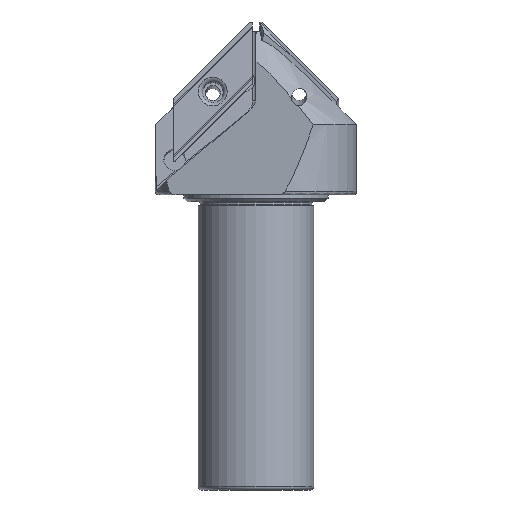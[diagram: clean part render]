
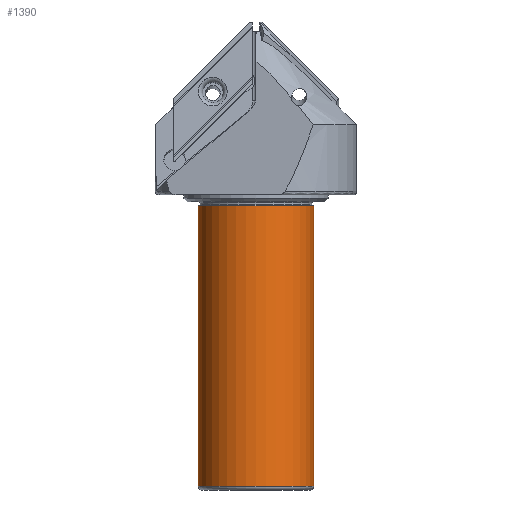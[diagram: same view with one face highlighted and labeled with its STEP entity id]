
A CAD part, front view. The second image highlights one B-rep face of the part: STEP entity #1390.
In plain terms, the highlighted cylindrical face has radius 16 mm (diameter 32 mm), a full revolution.
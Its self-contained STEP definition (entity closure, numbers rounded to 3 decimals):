
#84=CYLINDRICAL_SURFACE('',#1558,16.);
#141=CIRCLE('',#1557,16.);
#142=CIRCLE('',#1559,16.);
#206=FACE_OUTER_BOUND('',#286,.T.);
#286=EDGE_LOOP('',(#1164,#1165,#1166,#1167));
#424=LINE('',#2488,#516);
#516=VECTOR('',#1936,16.);
#651=VERTEX_POINT('',#2483);
#652=VERTEX_POINT('',#2487);
#837=EDGE_CURVE('',#651,#651,#141,.T.);
#838=EDGE_CURVE('',#651,#652,#424,.T.);
#839=EDGE_CURVE('',#652,#652,#142,.T.);
#1164=ORIENTED_EDGE('',*,*,#837,.F.);
#1165=ORIENTED_EDGE('',*,*,#838,.T.);
#1166=ORIENTED_EDGE('',*,*,#839,.T.);
#1167=ORIENTED_EDGE('',*,*,#838,.F.);
#1390=ADVANCED_FACE('',(#206),#84,.T.);
#1557=AXIS2_PLACEMENT_3D('',#2485,#1932,#1933);
#1558=AXIS2_PLACEMENT_3D('',#2486,#1934,#1935);
#1559=AXIS2_PLACEMENT_3D('',#2489,#1937,#1938);
#1932=DIRECTION('center_axis',(0.,0.,-1.));
#1933=DIRECTION('ref_axis',(1.,0.,0.));
#1934=DIRECTION('center_axis',(0.,0.,-1.));
#1935=DIRECTION('ref_axis',(-1.,0.,0.));
#1936=DIRECTION('',(0.,0.,1.));
#1937=DIRECTION('center_axis',(0.,0.,-1.));
#1938=DIRECTION('ref_axis',(1.,0.,0.));
#2483=CARTESIAN_POINT('',(16.,0.,-126.442));
#2485=CARTESIAN_POINT('Origin',(0.,0.,-126.442));
#2486=CARTESIAN_POINT('Origin',(0.,0.,-87.942));
#2487=CARTESIAN_POINT('',(16.,0.,-48.442));
#2488=CARTESIAN_POINT('',(16.,0.,-87.942));
#2489=CARTESIAN_POINT('Origin',(0.,0.,-48.442));
